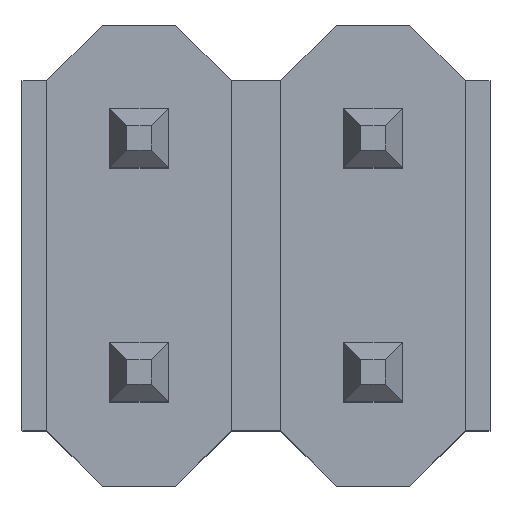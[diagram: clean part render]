
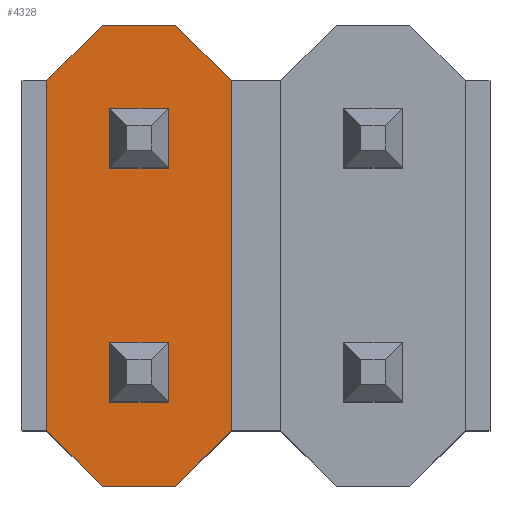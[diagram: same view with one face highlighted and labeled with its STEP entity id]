
A CAD part, top view. The second image highlights one B-rep face of the part: STEP entity #4328.
In plain terms, the highlighted planar face has unit normal (0, 0, 1).
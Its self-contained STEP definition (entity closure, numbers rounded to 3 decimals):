
#50 = FACE_BOUND ( 'NONE', #1854, .T. ) ;
#91 = LINE ( 'NONE', #4646, #3530 ) ;
#172 = VERTEX_POINT ( 'NONE', #3701 ) ;
#175 = EDGE_CURVE ( 'NONE', #3237, #389, #420, .T. ) ;
#184 = VERTEX_POINT ( 'NONE', #2957 ) ;
#310 = CARTESIAN_POINT ( 'NONE',  ( -2.9, -0.95, 2.5 ) ) ;
#345 = ORIENTED_EDGE ( 'NONE', *, *, #2559, .T. ) ;
#389 = VERTEX_POINT ( 'NONE', #1240 ) ;
#401 = VERTEX_POINT ( 'NONE', #1204 ) ;
#419 = PLANE ( 'NONE',  #2683 ) ;
#420 = LINE ( 'NONE', #1113, #3968 ) ;
#444 = EDGE_CURVE ( 'NONE', #4172, #740, #1248, .T. ) ;
#446 = ORIENTED_EDGE ( 'NONE', *, *, #3611, .T. ) ;
#466 = ORIENTED_EDGE ( 'NONE', *, *, #3538, .T. ) ;
#499 = VERTEX_POINT ( 'NONE', #4283 ) ;
#516 = DIRECTION ( 'NONE',  ( -0.707, 0.707, 0. ) ) ;
#536 = CARTESIAN_POINT ( 'NONE',  ( -0.4, 2.5, 2.5 ) ) ;
#615 = EDGE_CURVE ( 'NONE', #172, #499, #3881, .T. ) ;
#626 = CARTESIAN_POINT ( 'NONE',  ( 0.32, -1.59, 2.5 ) ) ;
#658 = DIRECTION ( 'NONE',  ( 1., 0., 0. ) ) ;
#740 = VERTEX_POINT ( 'NONE', #2119 ) ;
#745 = ORIENTED_EDGE ( 'NONE', *, *, #4050, .T. ) ;
#764 = VECTOR ( 'NONE', #2365, 1000. ) ;
#785 = VERTEX_POINT ( 'NONE', #970 ) ;
#856 = ORIENTED_EDGE ( 'NONE', *, *, #175, .T. ) ;
#865 = VERTEX_POINT ( 'NONE', #626 ) ;
#867 = VERTEX_POINT ( 'NONE', #4788 ) ;
#917 = DIRECTION ( 'NONE',  ( 0.707, -0.707, 0. ) ) ;
#957 = CARTESIAN_POINT ( 'NONE',  ( -0.4, 2.5, 2.5 ) ) ;
#958 = DIRECTION ( 'NONE',  ( 0., -1., 0. ) ) ;
#970 = CARTESIAN_POINT ( 'NONE',  ( 1., 1.9, 2.5 ) ) ;
#1070 = FACE_BOUND ( 'NONE', #2046, .T. ) ;
#1072 = EDGE_CURVE ( 'NONE', #2022, #2993, #91, .T. ) ;
#1113 = CARTESIAN_POINT ( 'NONE',  ( -2.9, 1.59, 2.5 ) ) ;
#1137 = VECTOR ( 'NONE', #917, 1000. ) ;
#1181 = LINE ( 'NONE', #3935, #3552 ) ;
#1191 = VECTOR ( 'NONE', #658, 1000. ) ;
#1204 = CARTESIAN_POINT ( 'NONE',  ( 1., -1.9, 2.5 ) ) ;
#1240 = CARTESIAN_POINT ( 'NONE',  ( 0.32, 1.59, 2.5 ) ) ;
#1248 = LINE ( 'NONE', #3820, #764 ) ;
#1271 = CARTESIAN_POINT ( 'NONE',  ( -1., -1.9, 2.5 ) ) ;
#1297 = CARTESIAN_POINT ( 'NONE',  ( -2.9, 0.95, 2.5 ) ) ;
#1370 = DIRECTION ( 'NONE',  ( -1., 0., 0. ) ) ;
#1386 = VECTOR ( 'NONE', #3105, 1000. ) ;
#1412 = ORIENTED_EDGE ( 'NONE', *, *, #3234, .T. ) ;
#1426 = VERTEX_POINT ( 'NONE', #4545 ) ;
#1443 = LINE ( 'NONE', #2711, #1386 ) ;
#1460 = CARTESIAN_POINT ( 'NONE',  ( -0.32, -1.59, 2.5 ) ) ;
#1462 = CARTESIAN_POINT ( 'NONE',  ( -1., 1.9, 2.5 ) ) ;
#1485 = LINE ( 'NONE', #3505, #3663 ) ;
#1568 = CARTESIAN_POINT ( 'NONE',  ( -2.9, 0., 2.5 ) ) ;
#1648 = DIRECTION ( 'NONE',  ( 0., 1., 0. ) ) ;
#1655 = CARTESIAN_POINT ( 'NONE',  ( -0.4, -2.5, 2.5 ) ) ;
#1742 = CARTESIAN_POINT ( 'NONE',  ( -0.4, -2.5, 2.5 ) ) ;
#1854 = EDGE_LOOP ( 'NONE', ( #856, #2522, #2076, #466 ) ) ;
#1933 = DIRECTION ( 'NONE',  ( -1., 0., 0. ) ) ;
#1985 = VECTOR ( 'NONE', #3015, 1000. ) ;
#1989 = VECTOR ( 'NONE', #516, 1000. ) ;
#2022 = VERTEX_POINT ( 'NONE', #1271 ) ;
#2030 = DIRECTION ( 'NONE',  ( 0., -1., 0. ) ) ;
#2033 = CARTESIAN_POINT ( 'NONE',  ( 0.4, -2.5, 2.5 ) ) ;
#2037 = CARTESIAN_POINT ( 'NONE',  ( 0.32, 0.95, 2.5 ) ) ;
#2046 = EDGE_LOOP ( 'NONE', ( #345, #446, #2746, #1412 ) ) ;
#2076 = ORIENTED_EDGE ( 'NONE', *, *, #2600, .T. ) ;
#2092 = ORIENTED_EDGE ( 'NONE', *, *, #2151, .T. ) ;
#2119 = CARTESIAN_POINT ( 'NONE',  ( -0.32, -0.95, 2.5 ) ) ;
#2149 = DIRECTION ( 'NONE',  ( 1., 0., 0. ) ) ;
#2151 = EDGE_CURVE ( 'NONE', #785, #172, #4805, .T. ) ;
#2197 = EDGE_CURVE ( 'NONE', #499, #2993, #2775, .T. ) ;
#2337 = LINE ( 'NONE', #1297, #4795 ) ;
#2365 = DIRECTION ( 'NONE',  ( 0., 1., 0. ) ) ;
#2478 = LINE ( 'NONE', #2033, #3196 ) ;
#2522 = ORIENTED_EDGE ( 'NONE', *, *, #4437, .T. ) ;
#2559 = EDGE_CURVE ( 'NONE', #1426, #865, #1485, .T. ) ;
#2600 = EDGE_CURVE ( 'NONE', #4463, #4599, #2337, .T. ) ;
#2676 = DIRECTION ( 'NONE',  ( 0., 1., 0. ) ) ;
#2683 = AXIS2_PLACEMENT_3D ( 'NONE', #1568, #4212, #1933 ) ;
#2711 = CARTESIAN_POINT ( 'NONE',  ( -2.9, -1.59, 2.5 ) ) ;
#2746 = ORIENTED_EDGE ( 'NONE', *, *, #444, .T. ) ;
#2751 = DIRECTION ( 'NONE',  ( 0.707, 0.707, 0. ) ) ;
#2766 = CARTESIAN_POINT ( 'NONE',  ( 0.4, 2.5, 2.5 ) ) ;
#2775 = LINE ( 'NONE', #536, #3959 ) ;
#2957 = CARTESIAN_POINT ( 'NONE',  ( 0.4, -2.5, 2.5 ) ) ;
#2993 = VERTEX_POINT ( 'NONE', #1462 ) ;
#3015 = DIRECTION ( 'NONE',  ( 0., -1., 0. ) ) ;
#3105 = DIRECTION ( 'NONE',  ( -1., 0., 0. ) ) ;
#3124 = CARTESIAN_POINT ( 'NONE',  ( -0.32, 0.95, 2.5 ) ) ;
#3168 = ORIENTED_EDGE ( 'NONE', *, *, #3798, .T. ) ;
#3196 = VECTOR ( 'NONE', #2751, 1000. ) ;
#3234 = EDGE_CURVE ( 'NONE', #740, #1426, #4512, .T. ) ;
#3237 = VERTEX_POINT ( 'NONE', #3374 ) ;
#3374 = CARTESIAN_POINT ( 'NONE',  ( -0.32, 1.59, 2.5 ) ) ;
#3402 = ORIENTED_EDGE ( 'NONE', *, *, #615, .T. ) ;
#3505 = CARTESIAN_POINT ( 'NONE',  ( 0.32, 0., 2.5 ) ) ;
#3530 = VECTOR ( 'NONE', #1648, 1000. ) ;
#3538 = EDGE_CURVE ( 'NONE', #4599, #3237, #3682, .T. ) ;
#3552 = VECTOR ( 'NONE', #958, 1000. ) ;
#3569 = LINE ( 'NONE', #1655, #1137 ) ;
#3586 = DIRECTION ( 'NONE',  ( -0.707, -0.707, 0. ) ) ;
#3611 = EDGE_CURVE ( 'NONE', #865, #4172, #1443, .T. ) ;
#3663 = VECTOR ( 'NONE', #2030, 1000. ) ;
#3682 = LINE ( 'NONE', #4244, #4453 ) ;
#3701 = CARTESIAN_POINT ( 'NONE',  ( 0.4, 2.5, 2.5 ) ) ;
#3765 = VECTOR ( 'NONE', #1370, 1000. ) ;
#3798 = EDGE_CURVE ( 'NONE', #2022, #867, #3569, .T. ) ;
#3820 = CARTESIAN_POINT ( 'NONE',  ( -0.32, 0., 2.5 ) ) ;
#3868 = EDGE_LOOP ( 'NONE', ( #4454, #4654, #2092, #3402, #4523, #3941, #3168, #745 ) ) ;
#3881 = LINE ( 'NONE', #957, #3765 ) ;
#3935 = CARTESIAN_POINT ( 'NONE',  ( 0.32, 0., 2.5 ) ) ;
#3941 = ORIENTED_EDGE ( 'NONE', *, *, #1072, .F. ) ;
#3955 = FACE_OUTER_BOUND ( 'NONE', #3868, .T. ) ;
#3959 = VECTOR ( 'NONE', #3586, 1000. ) ;
#3968 = VECTOR ( 'NONE', #4096, 1000. ) ;
#4050 = EDGE_CURVE ( 'NONE', #867, #184, #4330, .T. ) ;
#4096 = DIRECTION ( 'NONE',  ( 1., 0., 0. ) ) ;
#4101 = VECTOR ( 'NONE', #2149, 1000. ) ;
#4172 = VERTEX_POINT ( 'NONE', #1460 ) ;
#4212 = DIRECTION ( 'NONE',  ( 0., 0., -1. ) ) ;
#4244 = CARTESIAN_POINT ( 'NONE',  ( -0.32, 0., 2.5 ) ) ;
#4283 = CARTESIAN_POINT ( 'NONE',  ( -0.4, 2.5, 2.5 ) ) ;
#4291 = EDGE_CURVE ( 'NONE', #785, #401, #4319, .T. ) ;
#4295 = DIRECTION ( 'NONE',  ( -1., 0., 0. ) ) ;
#4319 = LINE ( 'NONE', #4543, #1985 ) ;
#4328 = ADVANCED_FACE ( 'NONE', ( #1070, #50, #3955 ), #419, .F. ) ;
#4330 = LINE ( 'NONE', #1742, #1191 ) ;
#4437 = EDGE_CURVE ( 'NONE', #389, #4463, #1181, .T. ) ;
#4453 = VECTOR ( 'NONE', #2676, 1000. ) ;
#4454 = ORIENTED_EDGE ( 'NONE', *, *, #4587, .T. ) ;
#4463 = VERTEX_POINT ( 'NONE', #2037 ) ;
#4512 = LINE ( 'NONE', #310, #4101 ) ;
#4523 = ORIENTED_EDGE ( 'NONE', *, *, #2197, .T. ) ;
#4543 = CARTESIAN_POINT ( 'NONE',  ( 1., 1.9, 2.5 ) ) ;
#4545 = CARTESIAN_POINT ( 'NONE',  ( 0.32, -0.95, 2.5 ) ) ;
#4587 = EDGE_CURVE ( 'NONE', #184, #401, #2478, .T. ) ;
#4599 = VERTEX_POINT ( 'NONE', #3124 ) ;
#4646 = CARTESIAN_POINT ( 'NONE',  ( -1., 1.9, 2.5 ) ) ;
#4654 = ORIENTED_EDGE ( 'NONE', *, *, #4291, .F. ) ;
#4788 = CARTESIAN_POINT ( 'NONE',  ( -0.4, -2.5, 2.5 ) ) ;
#4795 = VECTOR ( 'NONE', #4295, 1000. ) ;
#4805 = LINE ( 'NONE', #2766, #1989 ) ;
